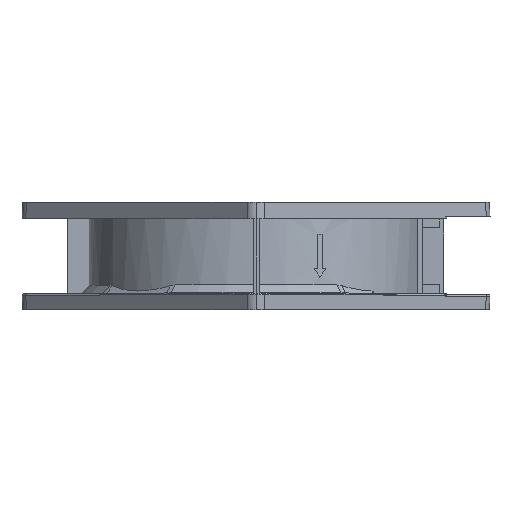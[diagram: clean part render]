
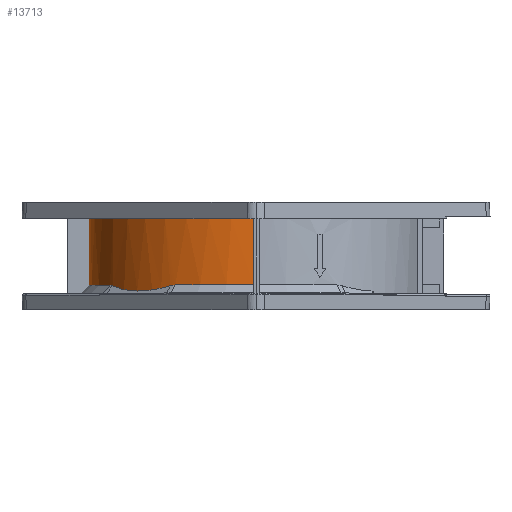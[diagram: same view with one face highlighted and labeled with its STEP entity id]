
A CAD part, left-side view. The second image highlights one B-rep face of the part: STEP entity #13713.
In plain terms, the highlighted cylindrical face has radius 59.35 mm (diameter 118.7 mm), a partial arc.
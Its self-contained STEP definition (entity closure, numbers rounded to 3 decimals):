
#7 = CARTESIAN_POINT ( 'NONE',  ( -59.306, 3.336, 6.49 ) ) ;
#321 = CARTESIAN_POINT ( 'NONE',  ( -57.06, 16.372, 6.445 ) ) ;
#841 = ORIENTED_EDGE ( 'NONE', *, *, #4105, .T. ) ;
#1765 = VERTEX_POINT ( 'NONE', #3541 ) ;
#1769 = CARTESIAN_POINT ( 'NONE',  ( -28.678, 51.961, 6.313 ) ) ;
#2048 = CARTESIAN_POINT ( 'NONE',  ( -51.628, 29.282, 6.393 ) ) ;
#2342 = CARTESIAN_POINT ( 'NONE',  ( 0., 0., 55. ) ) ;
#2730 = CARTESIAN_POINT ( 'NONE',  ( -1.067, 59.34, 30.107 ) ) ;
#3541 = CARTESIAN_POINT ( 'NONE',  ( -30.404, 50.972, 6.065 ) ) ;
#3594 = CARTESIAN_POINT ( 'NONE',  ( -1.067, 59.34, 30.107 ) ) ;
#4105 = EDGE_CURVE ( 'NONE', #16945, #17479, #13553, .T. ) ;
#5005 = CARTESIAN_POINT ( 'NONE',  ( -56.714, 17.532, 6.441 ) ) ;
#5062 = CARTESIAN_POINT ( 'NONE',  ( -45.891, 38.914, 3.598 ) ) ;
#5409 = DIRECTION ( 'NONE',  ( 0., 0., -1. ) ) ;
#6439 =( BOUNDED_CURVE ( )  B_SPLINE_CURVE ( 3, ( #28029, #15689, #11155, #3594 ),
 .UNSPECIFIED., .F., .T. ) 
 B_SPLINE_CURVE_WITH_KNOTS ( ( 4, 4 ),
 ( 1.586, 3.124 ),
 .UNSPECIFIED. ) 
 CURVE ( )  GEOMETRIC_REPRESENTATION_ITEM ( )  RATIONAL_B_SPLINE_CURVE ( ( 1., 0.812, 0.812, 1. ) ) 
 REPRESENTATION_ITEM ( '' )  );
#6646 = CARTESIAN_POINT ( 'NONE',  ( -19.952, 55.947, 6.298 ) ) ;
#7421 = AXIS2_PLACEMENT_3D ( 'NONE', #2342, #9662, #12155 ) ;
#7870 = ORIENTED_EDGE ( 'NONE', *, *, #24672, .T. ) ;
#7875 = EDGE_CURVE ( 'NONE', #10453, #8239, #6439, .T. ) ;
#7967 = EDGE_CURVE ( 'NONE', #30729, #27815, #10267, .T. ) ;
#7973 = ORIENTED_EDGE ( 'NONE', *, *, #11311, .T. ) ;
#8239 = VERTEX_POINT ( 'NONE', #2730 ) ;
#8666 = CARTESIAN_POINT ( 'NONE',  ( -50.96, 30.423, 6.138 ) ) ;
#8760 = EDGE_CURVE ( 'NONE', #8239, #30729, #25898, .T. ) ;
#8995 = CARTESIAN_POINT ( 'NONE',  ( -3.488, 59.297, 6.287 ) ) ;
#9040 = CARTESIAN_POINT ( 'NONE',  ( -51.953, 28.694, 6.395 ) ) ;
#9201 = CARTESIAN_POINT ( 'NONE',  ( -17.684, 56.705, 6.293 ) ) ;
#9324 = DIRECTION ( 'NONE',  ( 0., 0., 1. ) ) ;
#9566 = CARTESIAN_POINT ( 'NONE',  ( -51.953, 28.694, 6.395 ) ) ;
#9662 = DIRECTION ( 'NONE',  ( 0., 0., -1. ) ) ;
#10267 = B_SPLINE_CURVE_WITH_KNOTS ( 'NONE', 3,
 ( #28340, #8995, #31003, #16641, #30891, #25911, #13753, #9201, #6646, #11481, #21082, #13863 ),
 .UNSPECIFIED., .F., .F.,
 ( 4, 2, 2, 2, 2, 4 ),
 ( 0., 0.007, 0.011, 0.014, 0.022, 0.029 ),
 .UNSPECIFIED. ) ;
#10438 = CARTESIAN_POINT ( 'NONE',  ( -30.404, 50.972, 6.065 ) ) ;
#10453 = VERTEX_POINT ( 'NONE', #10543 ) ;
#10543 = CARTESIAN_POINT ( 'NONE',  ( -59.343, 0.9, 29.903 ) ) ;
#11155 = CARTESIAN_POINT ( 'NONE',  ( -34.921, 58.732, 30.105 ) ) ;
#11311 = EDGE_CURVE ( 'NONE', #17479, #21350, #26097, .T. ) ;
#11481 = CARTESIAN_POINT ( 'NONE',  ( -24.389, 54.16, 6.307 ) ) ;
#12064 = CARTESIAN_POINT ( 'NONE',  ( -53.131, 26.561, 6.402 ) ) ;
#12155 = DIRECTION ( 'NONE',  ( -1., 0., 0. ) ) ;
#12490 = CARTESIAN_POINT ( 'NONE',  ( -55.53, 20.984, 6.426 ) ) ;
#13553 = B_SPLINE_CURVE_WITH_KNOTS ( 'NONE', 3,
 ( #13811, #23723, #2048, #28703 ),
 .UNSPECIFIED., .F., .F.,
 ( 4, 4 ),
 ( 0., 0.002 ),
 .UNSPECIFIED. ) ;
#13713 = ADVANCED_FACE ( 'NONE', ( #29983 ), #23521, .T. ) ;
#13753 = CARTESIAN_POINT ( 'NONE',  ( -14.21, 57.636, 6.289 ) ) ;
#13811 = CARTESIAN_POINT ( 'NONE',  ( -50.96, 30.423, 6.138 ) ) ;
#13863 = CARTESIAN_POINT ( 'NONE',  ( -28.678, 51.961, 6.313 ) ) ;
#13968 = EDGE_CURVE ( 'NONE', #1765, #16945, #27010, .T. ) ;
#15292 = CARTESIAN_POINT ( 'NONE',  ( -29.265, 51.637, 6.314 ) ) ;
#15659 = CARTESIAN_POINT ( 'NONE',  ( -59.343, 0.9, 6.5 ) ) ;
#15689 = CARTESIAN_POINT ( 'NONE',  ( -58.83, 34.756, 30.021 ) ) ;
#16641 = CARTESIAN_POINT ( 'NONE',  ( -9.479, 58.601, 6.286 ) ) ;
#16945 = VERTEX_POINT ( 'NONE', #8666 ) ;
#17479 = VERTEX_POINT ( 'NONE', #9040 ) ;
#17514 = CARTESIAN_POINT ( 'NONE',  ( -29.845, 51.304, 6.23 ) ) ;
#18632 = EDGE_LOOP ( 'NONE', ( #841, #7973, #7870, #30113, #19677, #22013, #26119, #19652 ) ) ;
#18801 = LINE ( 'NONE', #26352, #27187 ) ;
#19277 = EDGE_CURVE ( 'NONE', #27815, #1765, #22223, .T. ) ;
#19652 = ORIENTED_EDGE ( 'NONE', *, *, #13968, .T. ) ;
#19677 = ORIENTED_EDGE ( 'NONE', *, *, #8760, .T. ) ;
#19849 = CARTESIAN_POINT ( 'NONE',  ( -58.461, 10.514, 6.464 ) ) ;
#20016 = CARTESIAN_POINT ( 'NONE',  ( -38.897, 45.905, 3.574 ) ) ;
#20919 = CARTESIAN_POINT ( 'NONE',  ( -1.067, 59.34, 6.287 ) ) ;
#21082 = CARTESIAN_POINT ( 'NONE',  ( -26.559, 53.131, 6.31 ) ) ;
#21350 = VERTEX_POINT ( 'NONE', #15659 ) ;
#21768 = CARTESIAN_POINT ( 'NONE',  ( -59.343, 0.9, 6.5 ) ) ;
#22013 = ORIENTED_EDGE ( 'NONE', *, *, #7967, .T. ) ;
#22223 = B_SPLINE_CURVE_WITH_KNOTS ( 'NONE', 3,
 ( #29982, #15292, #17514, #10438 ),
 .UNSPECIFIED., .F., .F.,
 ( 4, 4 ),
 ( 0., 0.002 ),
 .UNSPECIFIED. ) ;
#22312 = CARTESIAN_POINT ( 'NONE',  ( -1.067, 59.34, 55. ) ) ;
#23521 = CYLINDRICAL_SURFACE ( 'NONE', #7421, 59.35 ) ;
#23723 = CARTESIAN_POINT ( 'NONE',  ( -51.294, 29.863, 6.305 ) ) ;
#24672 = EDGE_CURVE ( 'NONE', #21350, #10453, #18801, .T. ) ;
#25539 = VECTOR ( 'NONE', #5409, 1000. ) ;
#25898 = LINE ( 'NONE', #22312, #25539 ) ;
#25911 = CARTESIAN_POINT ( 'NONE',  ( -13.039, 57.913, 6.287 ) ) ;
#26097 = B_SPLINE_CURVE_WITH_KNOTS ( 'NONE', 3,
 ( #9566, #12064, #27106, #12490, #27002, #5005, #321, #29122, #19849, #26800, #7, #21768 ),
 .UNSPECIFIED., .F., .F.,
 ( 4, 2, 2, 2, 2, 4 ),
 ( 0., 0.007, 0.011, 0.015, 0.022, 0.029 ),
 .UNSPECIFIED. ) ;
#26119 = ORIENTED_EDGE ( 'NONE', *, *, #19277, .T. ) ;
#26352 = CARTESIAN_POINT ( 'NONE',  ( -59.343, 0.9, 6.5 ) ) ;
#26800 = CARTESIAN_POINT ( 'NONE',  ( -59.12, 5.746, 6.481 ) ) ;
#27002 = CARTESIAN_POINT ( 'NONE',  ( -55.949, 19.839, 6.431 ) ) ;
#27010 =( BOUNDED_CURVE ( )  B_SPLINE_CURVE ( 3, ( #29696, #20016, #5062, #27162 ),
 .UNSPECIFIED., .F., .T. ) 
 B_SPLINE_CURVE_WITH_KNOTS ( ( 4, 4 ),
 ( 6.038, 6.533 ),
 .UNSPECIFIED. ) 
 CURVE ( )  GEOMETRIC_REPRESENTATION_ITEM ( )  RATIONAL_B_SPLINE_CURVE ( ( 1., 0.98, 0.98, 1. ) ) 
 REPRESENTATION_ITEM ( '' )  );
#27106 = CARTESIAN_POINT ( 'NONE',  ( -54.172, 24.367, 6.411 ) ) ;
#27162 = CARTESIAN_POINT ( 'NONE',  ( -50.96, 30.423, 6.138 ) ) ;
#27187 = VECTOR ( 'NONE', #9324, 1000. ) ;
#27815 = VERTEX_POINT ( 'NONE', #1769 ) ;
#28029 = CARTESIAN_POINT ( 'NONE',  ( -59.343, 0.9, 29.903 ) ) ;
#28340 = CARTESIAN_POINT ( 'NONE',  ( -1.067, 59.34, 6.287 ) ) ;
#28703 = CARTESIAN_POINT ( 'NONE',  ( -51.953, 28.694, 6.395 ) ) ;
#29122 = CARTESIAN_POINT ( 'NONE',  ( -57.987, 12.873, 6.457 ) ) ;
#29696 = CARTESIAN_POINT ( 'NONE',  ( -30.404, 50.972, 6.065 ) ) ;
#29982 = CARTESIAN_POINT ( 'NONE',  ( -28.678, 51.961, 6.313 ) ) ;
#29983 = FACE_OUTER_BOUND ( 'NONE', #18632, .T. ) ;
#30113 = ORIENTED_EDGE ( 'NONE', *, *, #7875, .T. ) ;
#30729 = VERTEX_POINT ( 'NONE', #20919 ) ;
#30891 = CARTESIAN_POINT ( 'NONE',  ( -10.673, 58.395, 6.286 ) ) ;
#31003 = CARTESIAN_POINT ( 'NONE',  ( -5.893, 59.106, 6.286 ) ) ;
